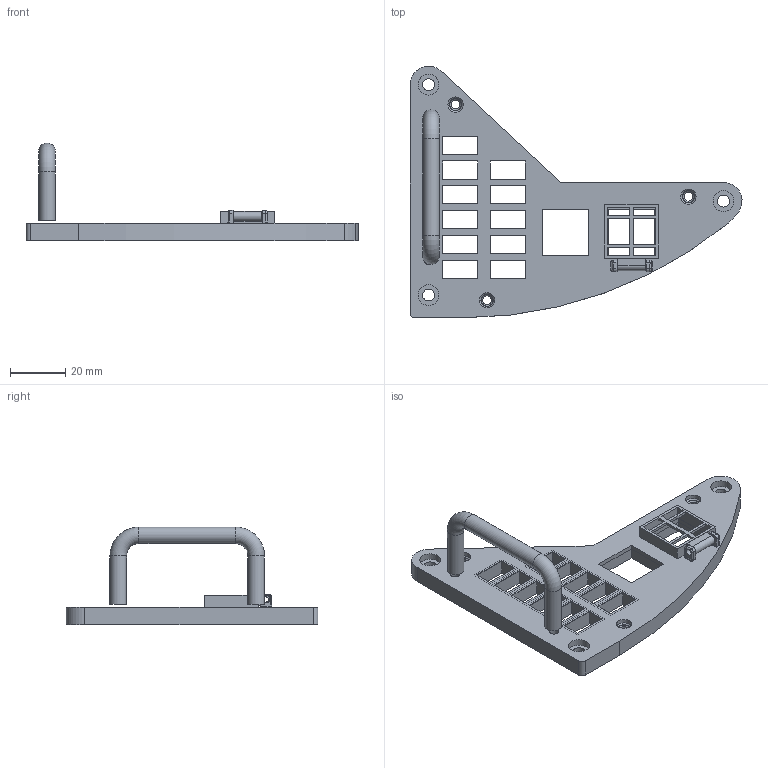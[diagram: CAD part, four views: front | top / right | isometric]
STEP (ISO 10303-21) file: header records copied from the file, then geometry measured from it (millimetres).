
FILE_DESCRIPTION(/* description */ (''),/* implementation_level */ '2;1');
FILE_NAME(/* name */ 'EWI v1.step',/* time_stamp */ '2021-09-12T07:10:35+10:00',/* author */ (''),/* organization */ (''),/* preprocessor_version */ 'ST-DEVELOPER v18.1',/* originating_system */ 'Autodesk Translation Framework v10.10.0.1391',/* authorisation */ '');
FILE_SCHEMA (('AUTOMOTIVE_DESIGN { 1 0 10303 214 3 1 1 }'));
Length unit declared in the file: millimetre
Products named in the file (4): EWI; UFC Warning Cover; Bumps-clean; EWI_HANDLE
Assembly tree (4 placements, depth 2):
  EWI
    UFC Warning Cover
    Bumps-clean  x2
    EWI_HANDLE
Bounding box: 120.37 x 91.24 x 35.51 mm (x, y, z)
Volume: 28176.8 mm3; surface area: 19479.3 mm2
Topology: 5 solids, 5 shells, 259 faces, 659 edges, 432 vertices
Faces by surface type: plane 197, cylinder 45, cone 7, torus 6, bspline 4
Full cylindrical faces by diameter (mm): 2 x2, 2.495 x2, 2.5 x1, 3.2 x3, 3.454 x3, 4.305 x6, 5.5 x3, 6 x3, 7.541 x3
Entity records: 7353 total; most frequent: CARTESIAN_POINT 1283, ORIENTED_EDGE 1210, DIRECTION 1179, EDGE_CURVE 605, LINE 511, VECTOR 511, VERTEX_POINT 398, AXIS2_PLACEMENT_3D 334
